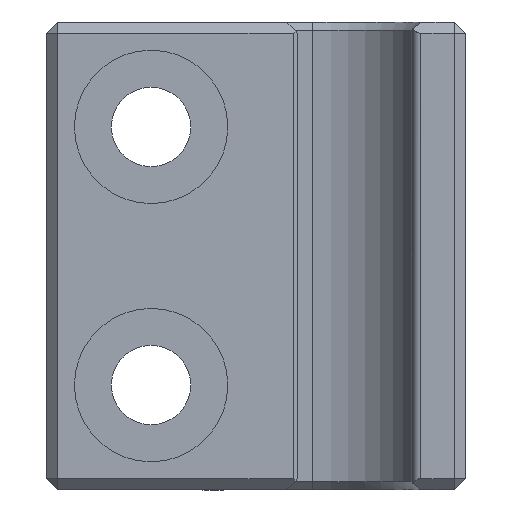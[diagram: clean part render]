
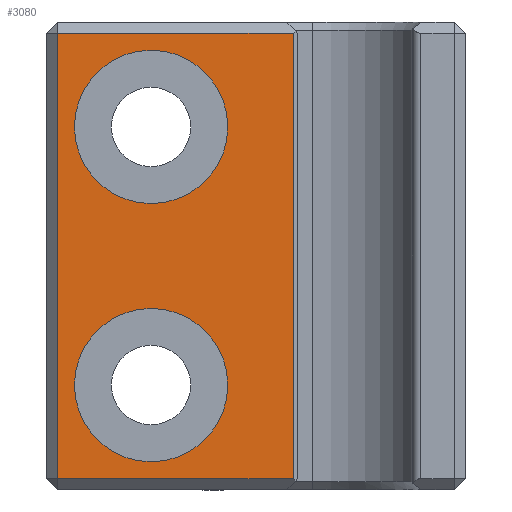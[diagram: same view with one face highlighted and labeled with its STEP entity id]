
A CAD part, front view. The second image highlights one B-rep face of the part: STEP entity #3080.
In plain terms, the highlighted planar face has unit normal (0, -1, 0).
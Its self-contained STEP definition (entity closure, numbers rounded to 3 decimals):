
#33 = CIRCLE ( 'NONE', #2648, 4.75 ) ;
#40 = DIRECTION ( 'NONE',  ( 0., 0., 1. ) ) ;
#53 = EDGE_CURVE ( 'NONE', #326, #2462, #33, .T. ) ;
#172 = EDGE_LOOP ( 'NONE', ( #2023, #2183, #1599, #297 ) ) ;
#177 = EDGE_LOOP ( 'NONE', ( #921, #1078 ) ) ;
#189 = VERTEX_POINT ( 'NONE', #2249 ) ;
#254 = DIRECTION ( 'NONE',  ( 1., 0., 0. ) ) ;
#255 = AXIS2_PLACEMENT_3D ( 'NONE', #3340, #4321, #3999 ) ;
#257 = CARTESIAN_POINT ( 'NONE',  ( -15.8, -7.5, -13.8 ) ) ;
#297 = ORIENTED_EDGE ( 'NONE', *, *, #1627, .F. ) ;
#314 = AXIS2_PLACEMENT_3D ( 'NONE', #1156, #790, #467 ) ;
#322 = CARTESIAN_POINT ( 'NONE',  ( -10., -7.5, 8. ) ) ;
#326 = VERTEX_POINT ( 'NONE', #1701 ) ;
#335 = CARTESIAN_POINT ( 'NONE',  ( -1.2, -7.5, 13.8 ) ) ;
#361 = CARTESIAN_POINT ( 'NONE',  ( -15.8, -7.5, 13.8 ) ) ;
#421 = VECTOR ( 'NONE', #3310, 1000. ) ;
#467 = DIRECTION ( 'NONE',  ( -1., 0., 0. ) ) ;
#618 = FACE_OUTER_BOUND ( 'NONE', #172, .T. ) ;
#640 = ORIENTED_EDGE ( 'NONE', *, *, #2016, .T. ) ;
#705 = EDGE_CURVE ( 'NONE', #189, #2230, #4098, .T. ) ;
#790 = DIRECTION ( 'NONE',  ( 0., 1., 0. ) ) ;
#831 = LINE ( 'NONE', #1386, #1897 ) ;
#921 = ORIENTED_EDGE ( 'NONE', *, *, #1733, .T. ) ;
#1051 = VECTOR ( 'NONE', #40, 1000. ) ;
#1078 = ORIENTED_EDGE ( 'NONE', *, *, #705, .T. ) ;
#1109 = EDGE_CURVE ( 'NONE', #2082, #2963, #1615, .T. ) ;
#1156 = CARTESIAN_POINT ( 'NONE',  ( -10., -7.5, -8. ) ) ;
#1214 = AXIS2_PLACEMENT_3D ( 'NONE', #1371, #2030, #1387 ) ;
#1371 = CARTESIAN_POINT ( 'NONE',  ( -10., -7.5, -8. ) ) ;
#1372 = CARTESIAN_POINT ( 'NONE',  ( -1.2, -7.5, 0. ) ) ;
#1386 = CARTESIAN_POINT ( 'NONE',  ( -15.8, -7.5, 0. ) ) ;
#1387 = DIRECTION ( 'NONE',  ( -1., 0., 0. ) ) ;
#1428 = LINE ( 'NONE', #1372, #1051 ) ;
#1599 = ORIENTED_EDGE ( 'NONE', *, *, #2706, .T. ) ;
#1608 = DIRECTION ( 'NONE',  ( 0., 1., 0. ) ) ;
#1615 = LINE ( 'NONE', #2988, #4037 ) ;
#1627 = EDGE_CURVE ( 'NONE', #3921, #1709, #3245, .T. ) ;
#1668 = CARTESIAN_POINT ( 'NONE',  ( -2.229, -7.5, 13.8 ) ) ;
#1691 = FACE_BOUND ( 'NONE', #3264, .T. ) ;
#1701 = CARTESIAN_POINT ( 'NONE',  ( -5.25, -7.5, 8. ) ) ;
#1709 = VERTEX_POINT ( 'NONE', #335 ) ;
#1733 = EDGE_CURVE ( 'NONE', #2230, #189, #2731, .T. ) ;
#1897 = VECTOR ( 'NONE', #2110, 1000. ) ;
#2016 = EDGE_CURVE ( 'NONE', #2462, #326, #2839, .T. ) ;
#2023 = ORIENTED_EDGE ( 'NONE', *, *, #3900, .F. ) ;
#2030 = DIRECTION ( 'NONE',  ( 0., 1., 0. ) ) ;
#2072 = DIRECTION ( 'NONE',  ( 1., 0., 0. ) ) ;
#2082 = VERTEX_POINT ( 'NONE', #4275 ) ;
#2087 = AXIS2_PLACEMENT_3D ( 'NONE', #3597, #1608, #254 ) ;
#2110 = DIRECTION ( 'NONE',  ( 0., 0., 1. ) ) ;
#2174 = CARTESIAN_POINT ( 'NONE',  ( -14.75, -7.5, -8. ) ) ;
#2183 = ORIENTED_EDGE ( 'NONE', *, *, #1109, .F. ) ;
#2230 = VERTEX_POINT ( 'NONE', #2174 ) ;
#2249 = CARTESIAN_POINT ( 'NONE',  ( -5.25, -7.5, -8. ) ) ;
#2462 = VERTEX_POINT ( 'NONE', #3594 ) ;
#2648 = AXIS2_PLACEMENT_3D ( 'NONE', #322, #2684, #2072 ) ;
#2673 = DIRECTION ( 'NONE',  ( -1., 0., 0. ) ) ;
#2684 = DIRECTION ( 'NONE',  ( 0., 1., 0. ) ) ;
#2706 = EDGE_CURVE ( 'NONE', #2082, #1709, #1428, .T. ) ;
#2731 = CIRCLE ( 'NONE', #1214, 4.75 ) ;
#2839 = CIRCLE ( 'NONE', #2087, 4.75 ) ;
#2954 = PLANE ( 'NONE',  #255 ) ;
#2963 = VERTEX_POINT ( 'NONE', #257 ) ;
#2988 = CARTESIAN_POINT ( 'NONE',  ( -2.229, -7.5, -13.8 ) ) ;
#3080 = ADVANCED_FACE ( 'NONE', ( #4228, #1691, #618 ), #2954, .T. ) ;
#3245 = LINE ( 'NONE', #1668, #421 ) ;
#3264 = EDGE_LOOP ( 'NONE', ( #3619, #640 ) ) ;
#3310 = DIRECTION ( 'NONE',  ( 1., 0., 0. ) ) ;
#3340 = CARTESIAN_POINT ( 'NONE',  ( -0.9, -7.5, 0. ) ) ;
#3594 = CARTESIAN_POINT ( 'NONE',  ( -14.75, -7.5, 8. ) ) ;
#3597 = CARTESIAN_POINT ( 'NONE',  ( -10., -7.5, 8. ) ) ;
#3619 = ORIENTED_EDGE ( 'NONE', *, *, #53, .T. ) ;
#3900 = EDGE_CURVE ( 'NONE', #2963, #3921, #831, .T. ) ;
#3921 = VERTEX_POINT ( 'NONE', #361 ) ;
#3999 = DIRECTION ( 'NONE',  ( 1., 0., 0. ) ) ;
#4037 = VECTOR ( 'NONE', #2673, 1000. ) ;
#4098 = CIRCLE ( 'NONE', #314, 4.75 ) ;
#4228 = FACE_BOUND ( 'NONE', #177, .T. ) ;
#4275 = CARTESIAN_POINT ( 'NONE',  ( -1.2, -7.5, -13.8 ) ) ;
#4321 = DIRECTION ( 'NONE',  ( 0., -1., 0. ) ) ;
